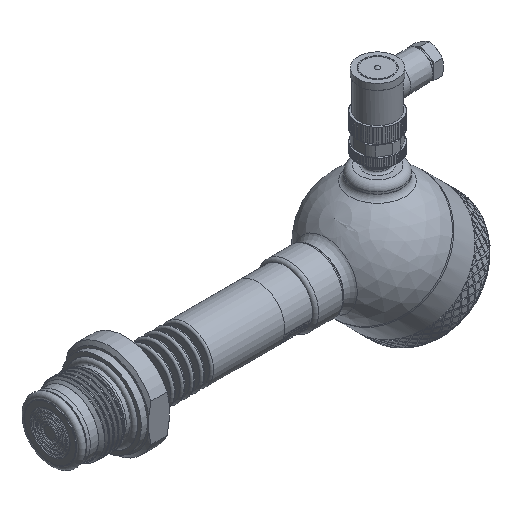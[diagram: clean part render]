
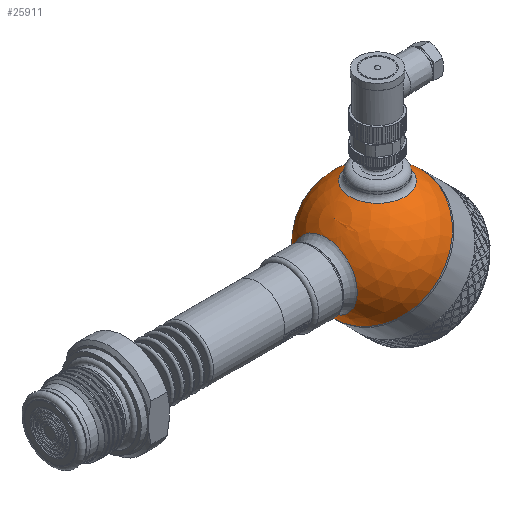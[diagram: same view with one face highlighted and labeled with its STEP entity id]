
A CAD part, isometric view. The second image highlights one B-rep face of the part: STEP entity #25911.
In plain terms, the highlighted spherical face has radius 30 mm.
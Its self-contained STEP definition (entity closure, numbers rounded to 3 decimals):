
#39=SPHERICAL_SURFACE('',#27593,30.);
#1109=FACE_BOUND('',#7896,.T.);
#1110=FACE_BOUND('',#7897,.T.);
#6193=FACE_OUTER_BOUND('',#7895,.T.);
#7895=EDGE_LOOP('',(#19267,#19268,#19269,#19270));
#7896=EDGE_LOOP('',(#19271));
#7897=EDGE_LOOP('',(#19272));
#9564=CIRCLE('',#27590,15.643);
#9567=CIRCLE('',#27594,30.);
#9568=CIRCLE('',#27595,30.);
#9569=CIRCLE('',#27596,30.);
#9570=CIRCLE('',#27597,13.5);
#10941=VERTEX_POINT('',#44540);
#10943=VERTEX_POINT('',#44546);
#10944=VERTEX_POINT('',#44547);
#10945=VERTEX_POINT('',#44549);
#10946=VERTEX_POINT('',#44552);
#14050=EDGE_CURVE('',#10941,#10941,#9564,.T.);
#14053=EDGE_CURVE('',#10943,#10944,#9567,.T.);
#14054=EDGE_CURVE('',#10943,#10945,#9568,.T.);
#14055=EDGE_CURVE('',#10944,#10943,#9569,.T.);
#14056=EDGE_CURVE('',#10946,#10946,#9570,.T.);
#19267=ORIENTED_EDGE('',*,*,#14053,.F.);
#19268=ORIENTED_EDGE('',*,*,#14054,.T.);
#19269=ORIENTED_EDGE('',*,*,#14054,.F.);
#19270=ORIENTED_EDGE('',*,*,#14055,.F.);
#19271=ORIENTED_EDGE('',*,*,#14050,.F.);
#19272=ORIENTED_EDGE('',*,*,#14056,.F.);
#25911=ADVANCED_FACE('',(#6193,#1109,#1110),#39,.T.);
#27590=AXIS2_PLACEMENT_3D('',#44541,#29916,#29917);
#27593=AXIS2_PLACEMENT_3D('',#44545,#29922,#29923);
#27594=AXIS2_PLACEMENT_3D('',#44548,#29924,#29925);
#27595=AXIS2_PLACEMENT_3D('',#44550,#29926,#29927);
#27596=AXIS2_PLACEMENT_3D('',#44551,#29928,#29929);
#27597=AXIS2_PLACEMENT_3D('',#44553,#29930,#29931);
#29916=DIRECTION('center_axis',(-0.707,0.,0.707));
#29917=DIRECTION('ref_axis',(0.707,0.,0.707));
#29922=DIRECTION('center_axis',(1.,0.,0.));
#29923=DIRECTION('ref_axis',(0.,-1.,0.));
#29924=DIRECTION('center_axis',(1.,0.,0.));
#29925=DIRECTION('ref_axis',(0.,1.,0.));
#29926=DIRECTION('center_axis',(0.,0.,1.));
#29927=DIRECTION('ref_axis',(0.,1.,0.));
#29928=DIRECTION('center_axis',(1.,0.,0.));
#29929=DIRECTION('ref_axis',(0.,1.,0.));
#29930=DIRECTION('center_axis',(-0.707,0.,-0.707));
#29931=DIRECTION('ref_axis',(-0.707,0.,0.707));
#44540=CARTESIAN_POINT('',(-29.162,0.,7.04));
#44541=CARTESIAN_POINT('Origin',(-18.101,0.,18.101));
#44545=CARTESIAN_POINT('Origin',(0.,0.,0.));
#44546=CARTESIAN_POINT('',(0.,30.,0.));
#44547=CARTESIAN_POINT('',(0.,-30.,0.));
#44548=CARTESIAN_POINT('Origin',(0.,0.,0.));
#44549=CARTESIAN_POINT('',(-30.,0.,0.));
#44550=CARTESIAN_POINT('Origin',(0.,0.,0.));
#44551=CARTESIAN_POINT('Origin',(0.,0.,0.));
#44552=CARTESIAN_POINT('',(-9.398,0.,-28.49));
#44553=CARTESIAN_POINT('Origin',(-18.944,0.,-18.944));
